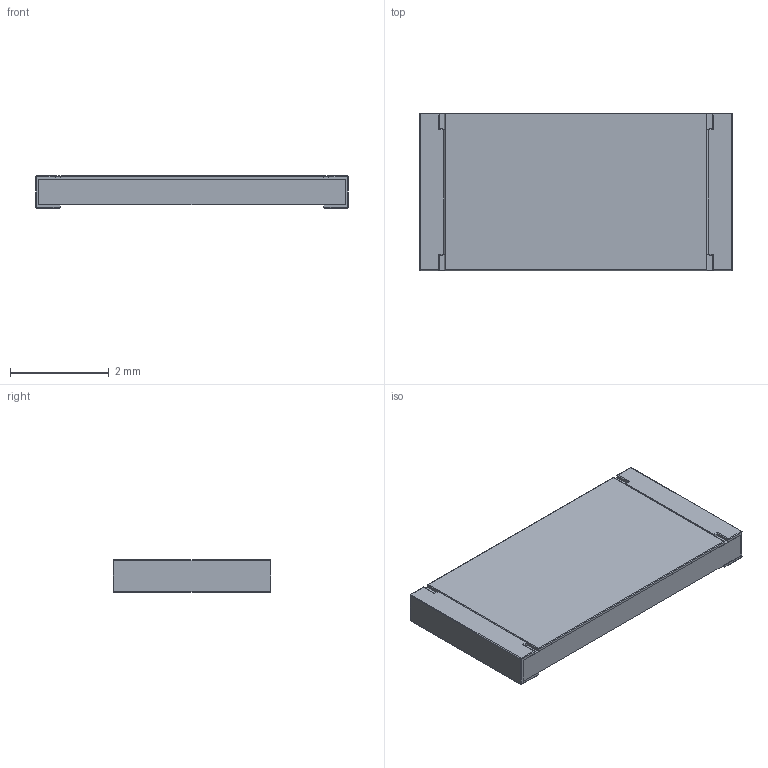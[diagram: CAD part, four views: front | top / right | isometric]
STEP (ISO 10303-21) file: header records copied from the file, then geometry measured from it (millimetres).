
FILE_DESCRIPTION (( 'STEP AP214' ), '1' );
FILE_NAME ( 'R2512N.STEP', '2022-06-15T22:52:06', ( '' ), ( '' ), '', '©2017 PCB Libraries, Inc.', '' );
FILE_SCHEMA (( 'AUTOMOTIVE_DESIGN' ));
Length unit declared in the file: millimetre
Products named in the file (1): R2512N
Bounding box: 6.35 x 3.2 x 0.65 mm (x, y, z)
Volume: 12.1 mm3; surface area: 105 mm2
Topology: 4 solids, 4 shells, 80 faces, 180 edges, 100 vertices
Faces by surface type: plane 40, cylinder 32, sphere 8
Entity records: 2377 total; most frequent: CARTESIAN_POINT 413, ORIENTED_EDGE 344, DIRECTION 338, EDGE_CURVE 172, VECTOR 128, LINE 128, AXIS2_PLACEMENT_3D 105, VERTEX_POINT 100
